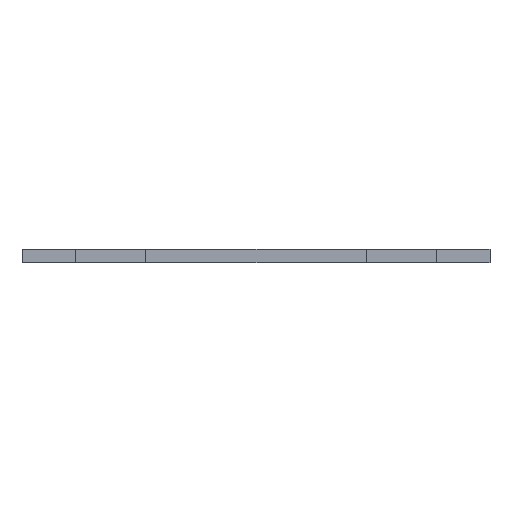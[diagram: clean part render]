
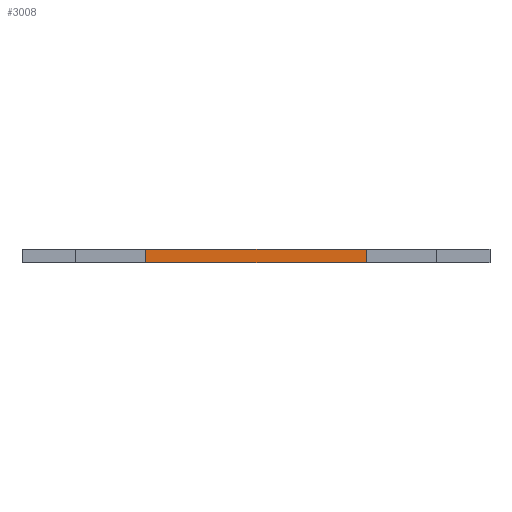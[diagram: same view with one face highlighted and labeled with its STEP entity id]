
A CAD part, left-side view. The second image highlights one B-rep face of the part: STEP entity #3008.
In plain terms, the highlighted planar face has unit normal (-1, 0, 0).
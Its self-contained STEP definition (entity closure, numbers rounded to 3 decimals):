
#55 = ORIENTED_EDGE ( 'NONE', *, *, #2435, .T. ) ;
#99 = LINE ( 'NONE', #1232, #1710 ) ;
#183 = CARTESIAN_POINT ( 'NONE',  ( -70., 33., 0. ) ) ;
#253 = DIRECTION ( 'NONE',  ( 0., 1., 0. ) ) ;
#255 = VERTEX_POINT ( 'NONE', #183 ) ;
#281 = ORIENTED_EDGE ( 'NONE', *, *, #1419, .F. ) ;
#541 = ORIENTED_EDGE ( 'NONE', *, *, #1142, .F. ) ;
#845 = VERTEX_POINT ( 'NONE', #1905 ) ;
#1142 = EDGE_CURVE ( 'NONE', #1622, #255, #3069, .T. ) ;
#1169 = EDGE_LOOP ( 'NONE', ( #541, #3664, #55, #281 ) ) ;
#1232 = CARTESIAN_POINT ( 'NONE',  ( -70., -33., -21. ) ) ;
#1258 = DIRECTION ( 'NONE',  ( 0., 1., 0. ) ) ;
#1312 = CARTESIAN_POINT ( 'NONE',  ( -70., 33., -21. ) ) ;
#1342 = DIRECTION ( 'NONE',  ( -1., 0., 0. ) ) ;
#1369 = CARTESIAN_POINT ( 'NONE',  ( -70., 0., 0. ) ) ;
#1391 = EDGE_CURVE ( 'NONE', #1622, #845, #99, .T. ) ;
#1419 = EDGE_CURVE ( 'NONE', #255, #2399, #3574, .T. ) ;
#1537 = CARTESIAN_POINT ( 'NONE',  ( -70., 0., 4. ) ) ;
#1622 = VERTEX_POINT ( 'NONE', #2507 ) ;
#1650 = VECTOR ( 'NONE', #3315, 1000. ) ;
#1710 = VECTOR ( 'NONE', #1770, 1000. ) ;
#1770 = DIRECTION ( 'NONE',  ( 0., 0., 1. ) ) ;
#1905 = CARTESIAN_POINT ( 'NONE',  ( -70., -33., 4. ) ) ;
#1908 = FACE_OUTER_BOUND ( 'NONE', #1169, .T. ) ;
#2024 = VECTOR ( 'NONE', #1258, 1000. ) ;
#2214 = AXIS2_PLACEMENT_3D ( 'NONE', #3047, #1342, #2481 ) ;
#2399 = VERTEX_POINT ( 'NONE', #2934 ) ;
#2435 = EDGE_CURVE ( 'NONE', #845, #2399, #2970, .T. ) ;
#2481 = DIRECTION ( 'NONE',  ( 0., 0., 1. ) ) ;
#2507 = CARTESIAN_POINT ( 'NONE',  ( -70., -33., 0. ) ) ;
#2778 = PLANE ( 'NONE',  #2214 ) ;
#2903 = VECTOR ( 'NONE', #253, 1000. ) ;
#2934 = CARTESIAN_POINT ( 'NONE',  ( -70., 33., 4. ) ) ;
#2970 = LINE ( 'NONE', #1537, #2024 ) ;
#3008 = ADVANCED_FACE ( 'NONE', ( #1908 ), #2778, .T. ) ;
#3047 = CARTESIAN_POINT ( 'NONE',  ( -70., 0., 4. ) ) ;
#3069 = LINE ( 'NONE', #1369, #2903 ) ;
#3315 = DIRECTION ( 'NONE',  ( 0., 0., 1. ) ) ;
#3574 = LINE ( 'NONE', #1312, #1650 ) ;
#3664 = ORIENTED_EDGE ( 'NONE', *, *, #1391, .T. ) ;
